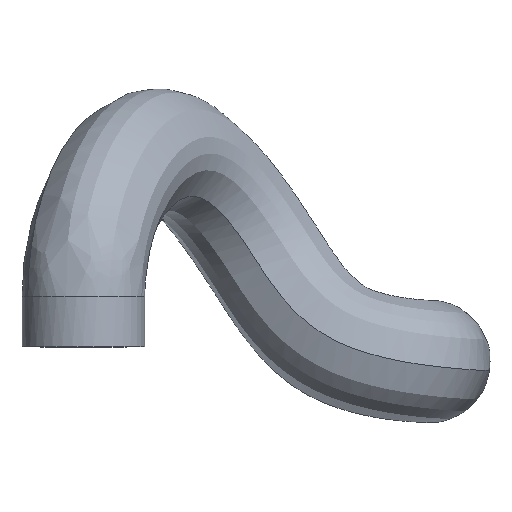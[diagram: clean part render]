
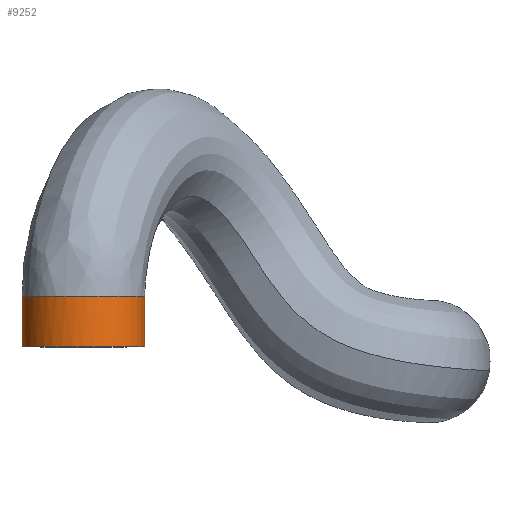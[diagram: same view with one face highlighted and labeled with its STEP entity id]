
A CAD part, top view. The second image highlights one B-rep face of the part: STEP entity #9252.
In plain terms, the highlighted cylindrical face has radius 768.35 mm (diameter 1536.7 mm), a partial arc.
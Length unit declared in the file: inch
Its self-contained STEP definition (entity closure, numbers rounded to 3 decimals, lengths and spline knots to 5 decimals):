
#1597=CARTESIAN_POINT('',(-170.1,292.75,337.72));
#1598=DIRECTION('',(0.,-1.,0.));
#1599=DIRECTION('',(-0.904,0.,0.428));
#1600=AXIS2_PLACEMENT_3D('',#1597,#1598,#1599);
#2320=DIRECTION('',(0.,-1.,0.));
#2321=VECTOR('',#2320,25.);
#2322=CARTESIAN_POINT('',(-139.85,292.75,337.72));
#2323=LINE('',#2322,#2321);
#2324=CARTESIAN_POINT('',(-170.1,292.75,337.72));
#2325=DIRECTION('',(0.,-1.,0.));
#2326=DIRECTION('',(1.,0.,0.));
#2327=AXIS2_PLACEMENT_3D('',#2324,#2325,#2326);
#3051=DIRECTION('',(0.,-1.,0.));
#3052=VECTOR('',#3051,25.);
#3053=CARTESIAN_POINT('',(-200.35,292.75,337.72));
#3054=LINE('',#3053,#3052);
#3065=CARTESIAN_POINT('',(-170.1,267.75,337.72));
#3066=DIRECTION('',(0.,-1.,0.));
#3067=DIRECTION('',(1.,0.,0.));
#3068=AXIS2_PLACEMENT_3D('',#3065,#3066,#3067);
#3107=CARTESIAN_POINT('',(-139.85,267.75,337.72));
#3108=CARTESIAN_POINT('',(-200.35,267.75,337.72));
#3109=VERTEX_POINT('',#3107);
#3110=VERTEX_POINT('',#3108);
#3119=CARTESIAN_POINT('',(-139.85,292.75,337.72));
#3120=CARTESIAN_POINT('',(-197.44336,292.75,350.65844));
#3121=VERTEX_POINT('',#3119);
#3122=VERTEX_POINT('',#3120);
#3123=CARTESIAN_POINT('',(-200.35,292.75,337.72));
#3124=VERTEX_POINT('',#3123);
#9236=CARTESIAN_POINT('',(-170.1,292.75,337.72));
#9237=DIRECTION('',(0.,-1.,0.));
#9238=DIRECTION('',(1.,0.,0.));
#9239=AXIS2_PLACEMENT_3D('',#9236,#9237,#9238);
#9240=CYLINDRICAL_SURFACE('',#9239,30.25);
#9242=ORIENTED_EDGE('',*,*,#9241,.F.);
#9244=ORIENTED_EDGE('',*,*,#9243,.T.);
#9246=ORIENTED_EDGE('',*,*,#9245,.T.);
#9248=ORIENTED_EDGE('',*,*,#9247,.F.);
#9249=ORIENTED_EDGE('',*,*,#9215,.F.);
#9250=EDGE_LOOP('',(#9242,#9244,#9246,#9248,#9249));
#9251=FACE_OUTER_BOUND('',#9250,.F.);
#1601=CIRCLE('',#1600,30.25);
#2328=CIRCLE('',#2327,30.25);
#3069=CIRCLE('',#3068,30.25);
#9215=EDGE_CURVE('',#3122,#3124,#1601,.T.);
#9241=EDGE_CURVE('',#3121,#3122,#2328,.T.);
#9243=EDGE_CURVE('',#3121,#3109,#2323,.T.);
#9245=EDGE_CURVE('',#3109,#3110,#3069,.T.);
#9247=EDGE_CURVE('',#3124,#3110,#3054,.T.);
#9252=ADVANCED_FACE('',(#9251),#9240,.T.);
